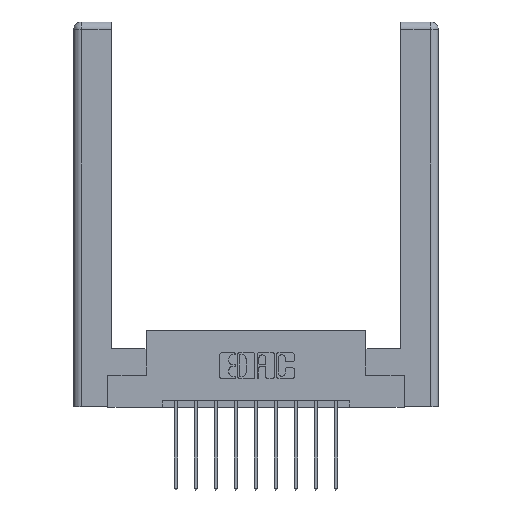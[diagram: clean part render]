
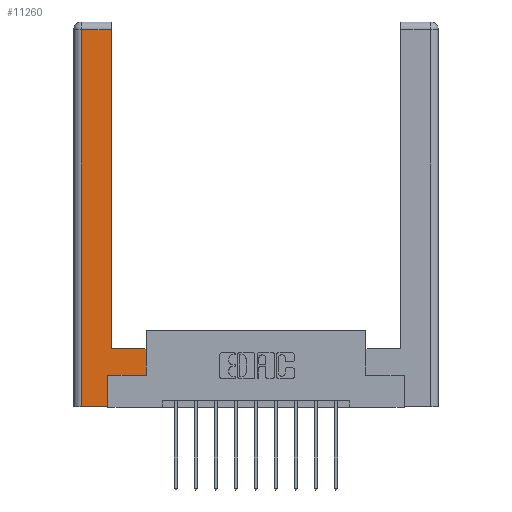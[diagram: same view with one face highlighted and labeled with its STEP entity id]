
A CAD part, top view. The second image highlights one B-rep face of the part: STEP entity #11260.
In plain terms, the highlighted planar face has unit normal (0, 0, 1).
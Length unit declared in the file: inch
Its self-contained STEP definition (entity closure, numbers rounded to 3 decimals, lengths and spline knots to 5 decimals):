
#129 = CARTESIAN_POINT ( 'NONE',  ( 0.295, 3., 0. ) ) ;
#331 = ORIENTED_EDGE ( 'NONE', *, *, #3551, .T. ) ;
#356 = CARTESIAN_POINT ( 'NONE',  ( 0.265, 0.245, 0. ) ) ;
#445 = CARTESIAN_POINT ( 'NONE',  ( 0.0615, 2.94, 0. ) ) ;
#507 = CARTESIAN_POINT ( 'NONE',  ( 0.565, 0.245, 0. ) ) ;
#556 = LINE ( 'NONE', #12233, #11694 ) ;
#563 = VECTOR ( 'NONE', #5898, 39.37008 ) ;
#616 = CARTESIAN_POINT ( 'NONE',  ( 0.265, 0., 0. ) ) ;
#840 = EDGE_CURVE ( 'NONE', #8869, #6790, #13220, .T. ) ;
#1292 = VECTOR ( 'NONE', #8911, 39.37008 ) ;
#1622 = LINE ( 'NONE', #8870, #1292 ) ;
#1671 = DIRECTION ( 'NONE',  ( 0., 1., 0. ) ) ;
#1818 = VECTOR ( 'NONE', #8292, 39.37008 ) ;
#1957 = DIRECTION ( 'NONE',  ( 1., 0., 0. ) ) ;
#2216 = DIRECTION ( 'NONE',  ( -1., 0., 0. ) ) ;
#2520 = EDGE_CURVE ( 'NONE', #11203, #5960, #1622, .T. ) ;
#2733 = ORIENTED_EDGE ( 'NONE', *, *, #7795, .T. ) ;
#3176 = LINE ( 'NONE', #10019, #13796 ) ;
#3283 = CARTESIAN_POINT ( 'NONE',  ( 0.295, 0.45, 0. ) ) ;
#3551 = EDGE_CURVE ( 'NONE', #10575, #13628, #7624, .T. ) ;
#3877 = ORIENTED_EDGE ( 'NONE', *, *, #4078, .T. ) ;
#4078 = EDGE_CURVE ( 'NONE', #5960, #10575, #9836, .T. ) ;
#4659 = CARTESIAN_POINT ( 'NONE',  ( 0.265, 0.245, 0. ) ) ;
#4926 = EDGE_CURVE ( 'NONE', #10879, #11203, #556, .T. ) ;
#5676 = CARTESIAN_POINT ( 'NONE',  ( 0.295, 2.94, 0. ) ) ;
#5898 = DIRECTION ( 'NONE',  ( 0., 1., 0. ) ) ;
#5960 = VERTEX_POINT ( 'NONE', #616 ) ;
#6176 = LINE ( 'NONE', #445, #1818 ) ;
#6335 = DIRECTION ( 'NONE',  ( 0., 0., -1. ) ) ;
#6434 = PLANE ( 'NONE',  #12054 ) ;
#6790 = VERTEX_POINT ( 'NONE', #5676 ) ;
#6899 = CARTESIAN_POINT ( 'NONE',  ( 0.295, 0.45, 0. ) ) ;
#7432 = CARTESIAN_POINT ( 'NONE',  ( 0.0615, 2.94, 0. ) ) ;
#7573 = FACE_OUTER_BOUND ( 'NONE', #8206, .T. ) ;
#7624 = LINE ( 'NONE', #8366, #8785 ) ;
#7795 = EDGE_CURVE ( 'NONE', #6790, #10879, #6176, .T. ) ;
#7989 = CARTESIAN_POINT ( 'NONE',  ( 0.565, 0.45, 0. ) ) ;
#8206 = EDGE_LOOP ( 'NONE', ( #11940, #2733, #13702, #8304, #3877, #331, #10518, #13498 ) ) ;
#8292 = DIRECTION ( 'NONE',  ( -1., 0., 0. ) ) ;
#8304 = ORIENTED_EDGE ( 'NONE', *, *, #2520, .T. ) ;
#8366 = CARTESIAN_POINT ( 'NONE',  ( 0.565, 0.245, 0. ) ) ;
#8785 = VECTOR ( 'NONE', #1957, 39.37008 ) ;
#8869 = VERTEX_POINT ( 'NONE', #6899 ) ;
#8870 = CARTESIAN_POINT ( 'NONE',  ( 0.265, 0., 0. ) ) ;
#8911 = DIRECTION ( 'NONE',  ( 1., 0., 0. ) ) ;
#9294 = LINE ( 'NONE', #3283, #11514 ) ;
#9472 = EDGE_CURVE ( 'NONE', #10693, #8869, #9294, .T. ) ;
#9488 = VECTOR ( 'NONE', #1671, 39.37008 ) ;
#9551 = CARTESIAN_POINT ( 'NONE',  ( 0., 0., 0. ) ) ;
#9836 = LINE ( 'NONE', #4659, #9488 ) ;
#9975 = DIRECTION ( 'NONE',  ( 0., 1., 0. ) ) ;
#10019 = CARTESIAN_POINT ( 'NONE',  ( 0.565, 0.45, 0. ) ) ;
#10518 = ORIENTED_EDGE ( 'NONE', *, *, #12007, .T. ) ;
#10575 = VERTEX_POINT ( 'NONE', #356 ) ;
#10693 = VERTEX_POINT ( 'NONE', #7989 ) ;
#10751 = DIRECTION ( 'NONE',  ( -1., 0., 0. ) ) ;
#10879 = VERTEX_POINT ( 'NONE', #7432 ) ;
#11062 = DIRECTION ( 'NONE',  ( 0., -1., 0. ) ) ;
#11203 = VERTEX_POINT ( 'NONE', #12837 ) ;
#11260 = ADVANCED_FACE ( 'NONE', ( #7573 ), #6434, .F. ) ;
#11514 = VECTOR ( 'NONE', #2216, 39.37008 ) ;
#11694 = VECTOR ( 'NONE', #11062, 39.37008 ) ;
#11940 = ORIENTED_EDGE ( 'NONE', *, *, #840, .T. ) ;
#12007 = EDGE_CURVE ( 'NONE', #13628, #10693, #3176, .T. ) ;
#12054 = AXIS2_PLACEMENT_3D ( 'NONE', #9551, #6335, #10751 ) ;
#12233 = CARTESIAN_POINT ( 'NONE',  ( 0.0615, 0., 0. ) ) ;
#12837 = CARTESIAN_POINT ( 'NONE',  ( 0.0615, 0., 0. ) ) ;
#13220 = LINE ( 'NONE', #129, #563 ) ;
#13498 = ORIENTED_EDGE ( 'NONE', *, *, #9472, .T. ) ;
#13628 = VERTEX_POINT ( 'NONE', #507 ) ;
#13702 = ORIENTED_EDGE ( 'NONE', *, *, #4926, .T. ) ;
#13796 = VECTOR ( 'NONE', #9975, 39.37008 ) ;
